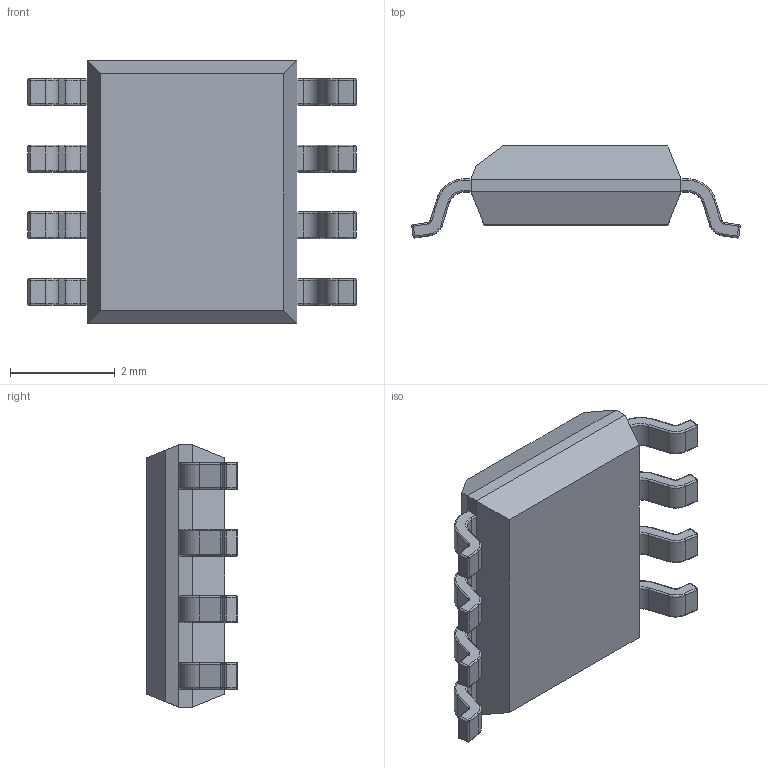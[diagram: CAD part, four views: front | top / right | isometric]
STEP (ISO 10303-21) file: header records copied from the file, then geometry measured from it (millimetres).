
FILE_DESCRIPTION (( 'STEP AP214' ), '1' );
FILE_NAME ('D9B10E0F-EA50-461B-8CFE-7DF4492A6CAC.STEP', '2023-09-19T17:54:20', ( '' ), ( '' ), 'SwSTEP 2.0', 'SolidWorks 2022', '' );
FILE_SCHEMA (( 'AUTOMOTIVE_DESIGN' ));
Length unit declared in the file: millimetre
Products named in the file (1): D9B10E0F-EA50-461B-8CFE-7DF4492A6CAC
Bounding box: 6.26 x 1.75 x 5 mm (x, y, z)
Volume: 28.6 mm3; surface area: 79.1 mm2
Topology: 9 solids, 9 shells, 362 faces, 837 edges, 478 vertices
Faces by surface type: cylinder 170, plane 96, torus 64, sphere 32
Entity records: 13989 total; most frequent: DIRECTION 1935, CARTESIAN_POINT 1630, ORIENTED_EDGE 1610, EDGE_CURVE 805, AXIS2_PLACEMENT_3D 767, VERTEX_POINT 462, CIRCLE 404, LINE 401
